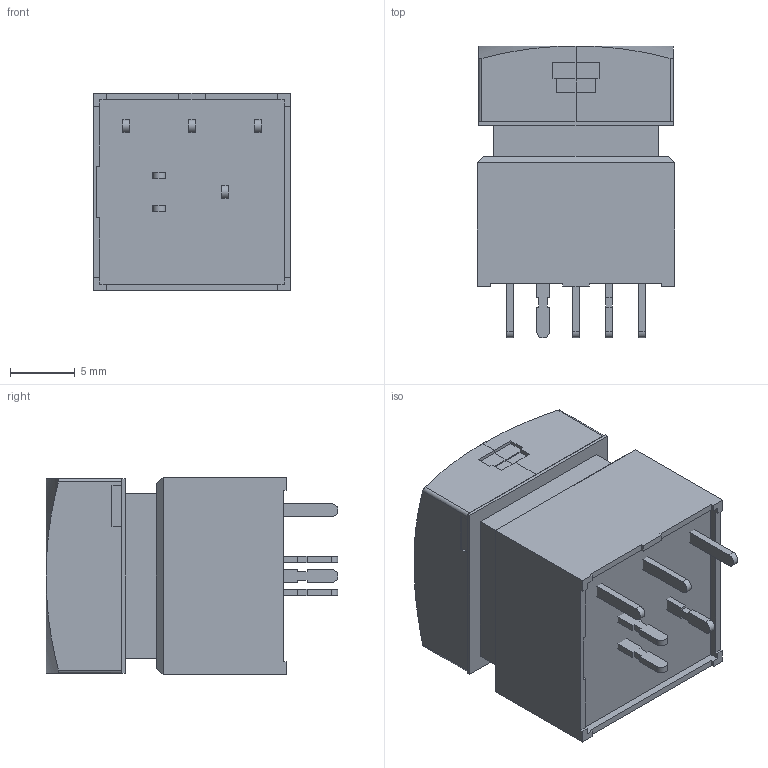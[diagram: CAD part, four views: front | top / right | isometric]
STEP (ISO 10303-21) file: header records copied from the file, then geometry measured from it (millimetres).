
FILE_DESCRIPTION( ( 'STEP AP214' ), ' ' );
FILE_NAME( 'UB215SKW036CF-1JB.stp', '2016-12-13T07:16:11', ( '' ), ( '' ), ' ', 'PARTsolutions', ' ' );
FILE_SCHEMA( ( 'AUTOMOTIVE_DESIGN { 1 0 10303 214 1 1 1 1 }' ) );
Length unit declared in the file: inch
Products named in the file (6): UB215SKW036CF-1JB; _UB21SK036CF-1JBbody; _UB21W036CF-1JBpole; _UB215SKW036CF-1JBd_cap; _UB215SKW036CF-1JB_r_len; _UB215SKW036CF-1JB_green_lens_cap
Assembly tree (5 placements, depth 2):
  UB215SKW036CF-1JB
    _UB21SK036CF-1JBbody
    _UB21W036CF-1JBpole
    _UB215SKW036CF-1JBd_cap
    _UB215SKW036CF-1JB_r_len
    _UB215SKW036CF-1JB_green_lens_cap
Bounding box: 15.24 x 22.5 x 15.24 mm (x, y, z)
Volume: 3819.3 mm3; surface area: 3472.8 mm2
Topology: 5 solids, 5 shells, 166 faces, 436 edges, 286 vertices
Faces by surface type: plane 150, cylinder 10, sphere 6
Entity records: 6432 total; most frequent: CARTESIAN_POINT 908, ORIENTED_EDGE 864, DIRECTION 802, EDGE_CURVE 432, LINE 398, VECTOR 398, VERTEX_POINT 284, AXIS2_PLACEMENT_3D 202
